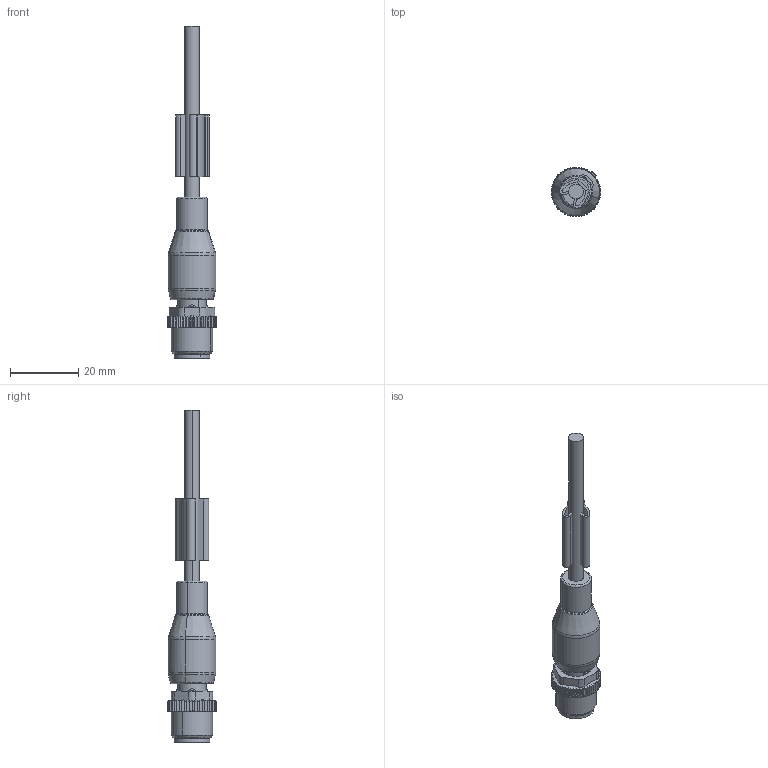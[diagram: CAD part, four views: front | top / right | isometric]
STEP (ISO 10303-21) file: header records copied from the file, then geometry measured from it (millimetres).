
FILE_DESCRIPTION(('CATIA V5 STEP Exchange','CAx-IF Rec.Pracs.--- Model Styling and Organization---1.4--- 2014-01-23'),'2;1');
FILE_NAME ('004766-2_0_1057770500_1057770500.stp','2021-03-27T12:00:28+00:00',('none'),('Weidmueller'),'CATIA Version 5-6 Release 2016 SP3 HF44','CATIA V5 STEP AP214','none');
FILE_SCHEMA(('AUTOMOTIVE_DESIGN { 1 0 10303 214 1 1 1 1 }'));
Length unit declared in the file: millimetre
Products named in the file (1): 1057770500
Bounding box: 14.52 x 14.6 x 97 mm (x, y, z)
Volume: 6067.5 mm3; surface area: 6104.1 mm2
Topology: 7 solids, 7 shells, 582 faces, 1486 edges, 932 vertices
Faces by surface type: plane 229, cylinder 180, cone 83, torus 76, sphere 10, bspline 4
Entity records: 16974 total; most frequent: CARTESIAN_POINT 4395, ORIENTED_EDGE 2936, DIRECTION 1932, EDGE_CURVE 1468, AXIS2_PLACEMENT_3D 938, VERTEX_POINT 932, EDGE_LOOP 632, VECTOR 613
